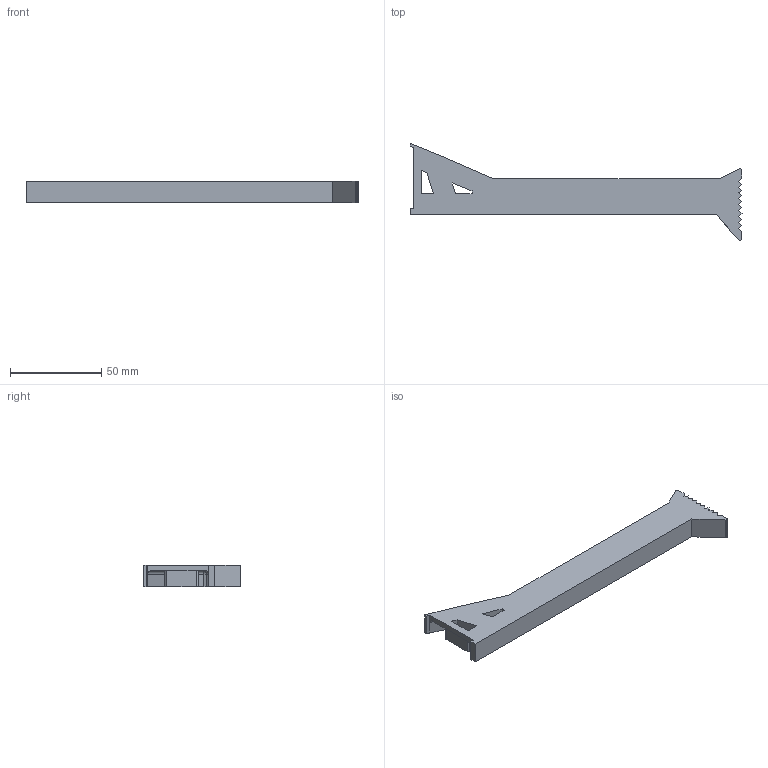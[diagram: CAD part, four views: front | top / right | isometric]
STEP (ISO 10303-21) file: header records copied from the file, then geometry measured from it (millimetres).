
FILE_DESCRIPTION (( 'STEP AP214' ), '1' );
FILE_NAME ('revised_leg_2.22.26_long_af.STEP', '2026-02-23T02:54:04', ( '' ), ( '' ), 'SwSTEP 2.0', 'SolidWorks 2024', '' );
FILE_SCHEMA (( 'AUTOMOTIVE_DESIGN' ));
Length unit declared in the file: millimetre
Products named in the file (1): revised_leg_2.22.26_long_af
Bounding box: 182.3 x 53.32 x 12 mm (x, y, z)
Volume: 41819.9 mm3; surface area: 15863.4 mm2
Topology: 1 solids, 1 shells, 89 faces, 249 edges, 163 vertices
Faces by surface type: plane 73, cylinder 15, bspline 1
Entity records: 2863 total; most frequent: CARTESIAN_POINT 548, ORIENTED_EDGE 496, DIRECTION 441, EDGE_CURVE 248, LINE 221, VECTOR 221, VERTEX_POINT 163, AXIS2_PLACEMENT_3D 110
